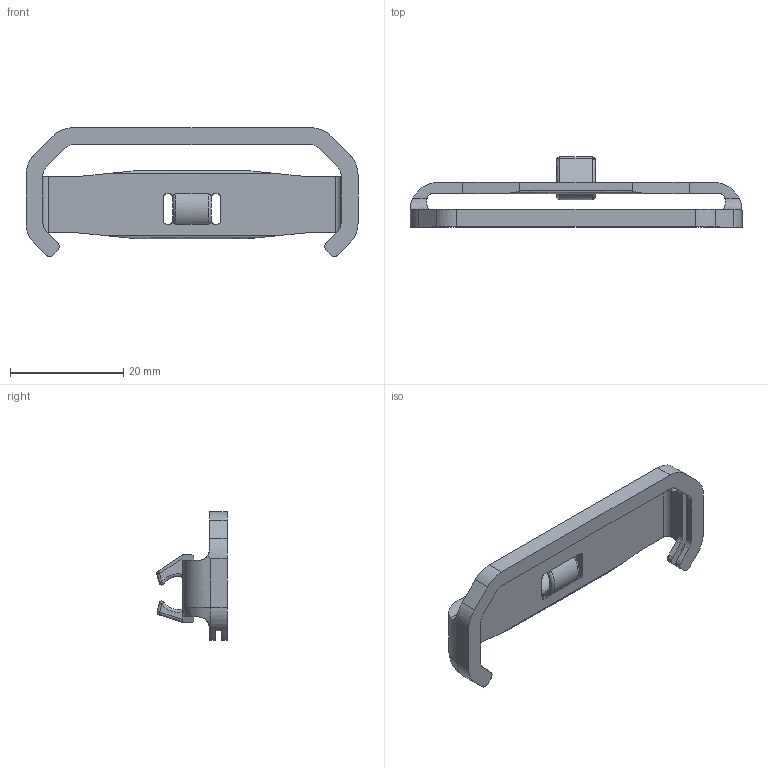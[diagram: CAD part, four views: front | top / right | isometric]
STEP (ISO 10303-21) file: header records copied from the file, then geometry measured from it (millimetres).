
FILE_DESCRIPTION(/* description */ (''),/* implementation_level */ '2;1');
FILE_NAME(/* name */ 'LOGITE~1',/* time_stamp */ '2013-03-20T07:32:18-04:00',/* author */ (''),/* organization */ (''),/* preprocessor_version */ 'ST-DEVELOPER v15',/* originating_system */ '',/* authorisation */ '');
FILE_SCHEMA (('AUTOMOTIVE_DESIGN'));
Length unit declared in the file: millimetre
Products named in the file (1): Document
Bounding box: 58.7 x 12.43 x 22.71 mm (x, y, z)
Volume: 2183.5 mm3; surface area: 3012.4 mm2
Topology: 1 solids, 1 shells, 170 faces, 464 edges, 281 vertices
Faces by surface type: bspline 106, plane 64
Entity records: 7148 total; most frequent: CARTESIAN_POINT 4453, ORIENTED_EDGE 908, EDGE_CURVE 454, B_SPLINE_CURVE_WITH_KNOTS 315, VERTEX_POINT 281, EDGE_LOOP 171, ADVANCED_FACE 170, FACE_OUTER_BOUND 170
